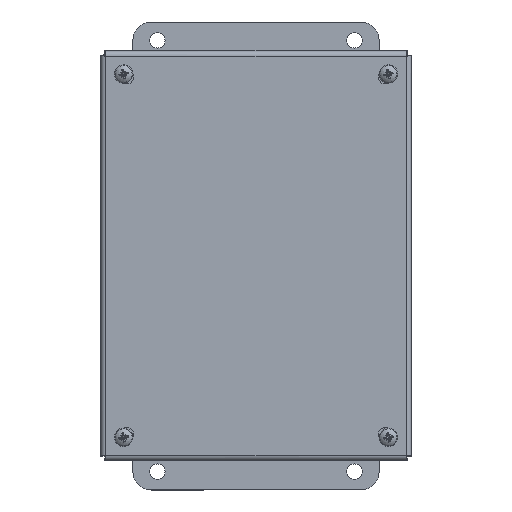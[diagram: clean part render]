
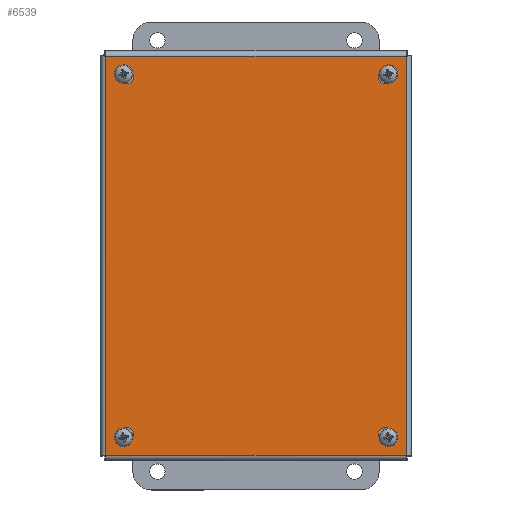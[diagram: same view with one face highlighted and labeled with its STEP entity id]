
A CAD part, top view. The second image highlights one B-rep face of the part: STEP entity #6539.
In plain terms, the highlighted planar face has unit normal (0, 0, 1).
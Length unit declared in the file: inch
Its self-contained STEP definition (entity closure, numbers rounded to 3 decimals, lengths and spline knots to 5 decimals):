
#5336=CARTESIAN_POINT('',(2.76675,-3.62625,0.074));
#5337=VERTEX_POINT('',#5336);
#5338=CARTESIAN_POINT('',(2.62625,-3.62625,0.074));
#5339=DIRECTION('',(0.0,0.0,-1.0));
#5340=DIRECTION('',(1.0,0.0,0.0));
#5341=AXIS2_PLACEMENT_3D('',#5338,#5339,#5340);
#5342=CIRCLE('',#5341,0.1405);
#5343=EDGE_CURVE('',#5337,#5337,#5342,.T.);
#5364=CARTESIAN_POINT('',(-2.48575,-3.62625,0.074));
#5365=VERTEX_POINT('',#5364);
#5366=CARTESIAN_POINT('',(-2.62625,-3.62625,0.074));
#5367=DIRECTION('',(0.0,0.0,-1.0));
#5368=DIRECTION('',(1.0,0.0,0.0));
#5369=AXIS2_PLACEMENT_3D('',#5366,#5367,#5368);
#5370=CIRCLE('',#5369,0.1405);
#5371=EDGE_CURVE('',#5365,#5365,#5370,.T.);
#5392=CARTESIAN_POINT('',(2.76675,3.62625,0.074));
#5393=VERTEX_POINT('',#5392);
#5394=CARTESIAN_POINT('',(2.62625,3.62625,0.074));
#5395=DIRECTION('',(0.0,0.0,-1.0));
#5396=DIRECTION('',(1.0,0.0,0.0));
#5397=AXIS2_PLACEMENT_3D('',#5394,#5395,#5396);
#5398=CIRCLE('',#5397,0.1405);
#5399=EDGE_CURVE('',#5393,#5393,#5398,.T.);
#5420=CARTESIAN_POINT('',(-2.48575,3.62625,0.074));
#5421=VERTEX_POINT('',#5420);
#5422=CARTESIAN_POINT('',(-2.62625,3.62625,0.074));
#5423=DIRECTION('',(0.0,0.0,-1.0));
#5424=DIRECTION('',(1.0,0.0,0.0));
#5425=AXIS2_PLACEMENT_3D('',#5422,#5423,#5424);
#5426=CIRCLE('',#5425,0.1405);
#5427=EDGE_CURVE('',#5421,#5421,#5426,.T.);
#5447=CARTESIAN_POINT('',(-3.051,-4.051,0.074));
#5448=VERTEX_POINT('',#5447);
#5459=CARTESIAN_POINT('',(-3.051,4.051,0.074));
#5460=VERTEX_POINT('',#5459);
#5461=CARTESIAN_POINT('',(-3.051,4.051,0.074));
#5462=DIRECTION('',(0.0,-1.0,0.0));
#5463=VECTOR('',#5462,8.102);
#5464=LINE('',#5461,#5463);
#5465=EDGE_CURVE('',#5460,#5448,#5464,.T.);
#5727=CARTESIAN_POINT('',(3.051,-4.051,0.074));
#5728=VERTEX_POINT('',#5727);
#5739=CARTESIAN_POINT('',(-3.051,-4.051,0.074));
#5740=DIRECTION('',(1.0,0.0,0.0));
#5741=VECTOR('',#5740,6.102);
#5742=LINE('',#5739,#5741);
#5743=EDGE_CURVE('',#5448,#5728,#5742,.T.);
#5998=CARTESIAN_POINT('',(3.051,4.051,0.074));
#5999=VERTEX_POINT('',#5998);
#6010=CARTESIAN_POINT('',(3.051,-4.051,0.074));
#6011=DIRECTION('',(0.0,1.0,0.0));
#6012=VECTOR('',#6011,8.102);
#6013=LINE('',#6010,#6012);
#6014=EDGE_CURVE('',#5728,#5999,#6013,.T.);
#6279=CARTESIAN_POINT('',(3.051,4.051,0.074));
#6280=DIRECTION('',(-1.0,0.0,0.0));
#6281=VECTOR('',#6280,6.102);
#6282=LINE('',#6279,#6281);
#6283=EDGE_CURVE('',#5999,#5460,#6282,.T.);
#6516=CARTESIAN_POINT('',(0.,0.,0.074));
#6517=DIRECTION('',(0.0,0.0,1.0));
#6518=DIRECTION('',(1.0,0.0,0.0));
#6519=AXIS2_PLACEMENT_3D('',#6516,#6517,#6518);
#6520=PLANE('',#6519);
#6521=ORIENTED_EDGE('',*,*,#5465,.T.);
#6522=ORIENTED_EDGE('',*,*,#5743,.T.);
#6523=ORIENTED_EDGE('',*,*,#6014,.T.);
#6524=ORIENTED_EDGE('',*,*,#6283,.T.);
#6525=EDGE_LOOP('',(#6521,#6522,#6523,#6524));
#6526=FACE_OUTER_BOUND('',#6525,.T.);
#6527=ORIENTED_EDGE('',*,*,#5343,.T.);
#6528=EDGE_LOOP('',(#6527));
#6529=FACE_BOUND('',#6528,.T.);
#6530=ORIENTED_EDGE('',*,*,#5371,.T.);
#6531=EDGE_LOOP('',(#6530));
#6532=FACE_BOUND('',#6531,.T.);
#6533=ORIENTED_EDGE('',*,*,#5399,.T.);
#6534=EDGE_LOOP('',(#6533));
#6535=FACE_BOUND('',#6534,.T.);
#6536=ORIENTED_EDGE('',*,*,#5427,.T.);
#6537=EDGE_LOOP('',(#6536));
#6538=FACE_BOUND('',#6537,.T.);
#6539=ADVANCED_FACE('',(#6526,#6529,#6532,#6535,#6538),#6520,.T.);
